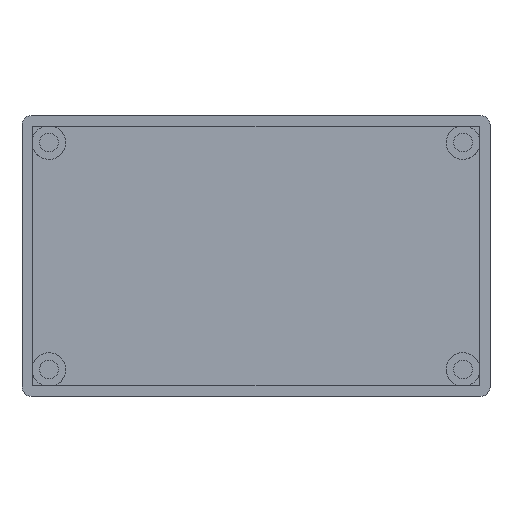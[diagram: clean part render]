
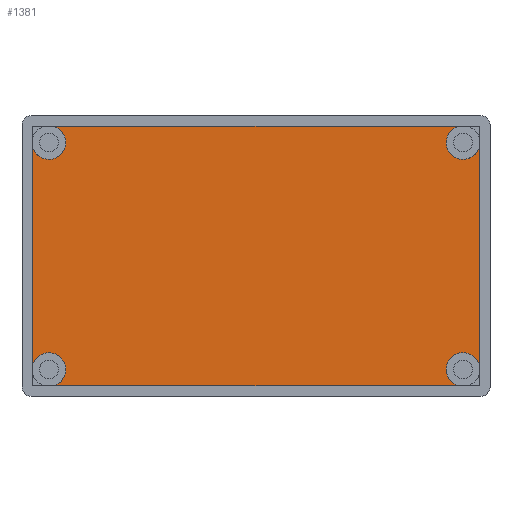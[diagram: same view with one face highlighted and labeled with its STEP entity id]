
A CAD part, top view. The second image highlights one B-rep face of the part: STEP entity #1381.
In plain terms, the highlighted planar face has unit normal (0, 0, 1).
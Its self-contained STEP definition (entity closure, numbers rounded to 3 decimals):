
#684 = VERTEX_POINT('',#685);
#685 = CARTESIAN_POINT('',(-47.75,-23.407,2.25));
#691 = EDGE_CURVE('',#684,#692,#694,.T.);
#692 = VERTEX_POINT('',#693);
#693 = CARTESIAN_POINT('',(-47.75,23.407,2.25));
#694 = LINE('',#695,#696);
#695 = CARTESIAN_POINT('',(-47.75,-27.75,2.25));
#696 = VECTOR('',#697,1.);
#697 = DIRECTION('',(0.,1.,0.));
#866 = VERTEX_POINT('',#867);
#867 = CARTESIAN_POINT('',(43.407,-27.75,2.25));
#873 = EDGE_CURVE('',#866,#874,#876,.T.);
#874 = VERTEX_POINT('',#875);
#875 = CARTESIAN_POINT('',(-43.407,-27.75,2.25));
#876 = LINE('',#877,#878);
#877 = CARTESIAN_POINT('',(47.75,-27.75,2.25));
#878 = VECTOR('',#879,1.);
#879 = DIRECTION('',(-1.,0.,0.));
#954 = VERTEX_POINT('',#955);
#955 = CARTESIAN_POINT('',(47.75,23.407,2.25));
#961 = EDGE_CURVE('',#954,#962,#964,.T.);
#962 = VERTEX_POINT('',#963);
#963 = CARTESIAN_POINT('',(47.75,-23.407,2.25));
#964 = LINE('',#965,#966);
#965 = CARTESIAN_POINT('',(47.75,27.75,2.25));
#966 = VECTOR('',#967,1.);
#967 = DIRECTION('',(0.,-1.,0.));
#1118 = VERTEX_POINT('',#1119);
#1119 = CARTESIAN_POINT('',(-43.407,27.75,2.25));
#1125 = EDGE_CURVE('',#1118,#1126,#1128,.T.);
#1126 = VERTEX_POINT('',#1127);
#1127 = CARTESIAN_POINT('',(43.407,27.75,2.25));
#1128 = LINE('',#1129,#1130);
#1129 = CARTESIAN_POINT('',(-47.75,27.75,2.25));
#1130 = VECTOR('',#1131,1.);
#1131 = DIRECTION('',(1.,0.,0.));
#1335 = EDGE_CURVE('',#1336,#684,#1338,.T.);
#1336 = VERTEX_POINT('',#1337);
#1337 = CARTESIAN_POINT('',(-40.65,-24.25,2.25));
#1338 = CIRCLE('',#1339,3.6);
#1339 = AXIS2_PLACEMENT_3D('',#1340,#1341,#1342);
#1340 = CARTESIAN_POINT('',(-44.25,-24.25,2.25));
#1341 = DIRECTION('',(0.,0.,1.));
#1342 = DIRECTION('',(1.,0.,0.));
#1361 = VERTEX_POINT('',#1362);
#1362 = CARTESIAN_POINT('',(-40.65,24.25,2.25));
#1368 = EDGE_CURVE('',#692,#1361,#1369,.T.);
#1369 = CIRCLE('',#1370,3.6);
#1370 = AXIS2_PLACEMENT_3D('',#1371,#1372,#1373);
#1371 = CARTESIAN_POINT('',(-44.25,24.25,2.25));
#1372 = DIRECTION('',(0.,0.,1.));
#1373 = DIRECTION('',(1.,0.,0.));
#1381 = ADVANCED_FACE('',(#1382),#1418,.T.);
#1382 = FACE_BOUND('',#1383,.T.);
#1383 = EDGE_LOOP('',(#1384,#1385,#1392,#1393,#1394,#1395,#1402,#1403,
    #1410,#1411));
#1384 = ORIENTED_EDGE('',*,*,#1125,.F.);
#1385 = ORIENTED_EDGE('',*,*,#1386,.F.);
#1386 = EDGE_CURVE('',#1361,#1118,#1387,.T.);
#1387 = CIRCLE('',#1388,3.6);
#1388 = AXIS2_PLACEMENT_3D('',#1389,#1390,#1391);
#1389 = CARTESIAN_POINT('',(-44.25,24.25,2.25));
#1390 = DIRECTION('',(0.,0.,1.));
#1391 = DIRECTION('',(1.,0.,0.));
#1392 = ORIENTED_EDGE('',*,*,#1368,.F.);
#1393 = ORIENTED_EDGE('',*,*,#691,.F.);
#1394 = ORIENTED_EDGE('',*,*,#1335,.F.);
#1395 = ORIENTED_EDGE('',*,*,#1396,.F.);
#1396 = EDGE_CURVE('',#874,#1336,#1397,.T.);
#1397 = CIRCLE('',#1398,3.6);
#1398 = AXIS2_PLACEMENT_3D('',#1399,#1400,#1401);
#1399 = CARTESIAN_POINT('',(-44.25,-24.25,2.25));
#1400 = DIRECTION('',(0.,0.,1.));
#1401 = DIRECTION('',(1.,0.,0.));
#1402 = ORIENTED_EDGE('',*,*,#873,.F.);
#1403 = ORIENTED_EDGE('',*,*,#1404,.F.);
#1404 = EDGE_CURVE('',#962,#866,#1405,.T.);
#1405 = CIRCLE('',#1406,3.6);
#1406 = AXIS2_PLACEMENT_3D('',#1407,#1408,#1409);
#1407 = CARTESIAN_POINT('',(44.25,-24.25,2.25));
#1408 = DIRECTION('',(0.,0.,1.));
#1409 = DIRECTION('',(1.,0.,0.));
#1410 = ORIENTED_EDGE('',*,*,#961,.F.);
#1411 = ORIENTED_EDGE('',*,*,#1412,.F.);
#1412 = EDGE_CURVE('',#1126,#954,#1413,.T.);
#1413 = CIRCLE('',#1414,3.6);
#1414 = AXIS2_PLACEMENT_3D('',#1415,#1416,#1417);
#1415 = CARTESIAN_POINT('',(44.25,24.25,2.25));
#1416 = DIRECTION('',(0.,0.,1.));
#1417 = DIRECTION('',(1.,0.,0.));
#1418 = PLANE('',#1419);
#1419 = AXIS2_PLACEMENT_3D('',#1420,#1421,#1422);
#1420 = CARTESIAN_POINT('',(0.,0.,2.25));
#1421 = DIRECTION('',(0.,0.,1.));
#1422 = DIRECTION('',(1.,0.,0.));
